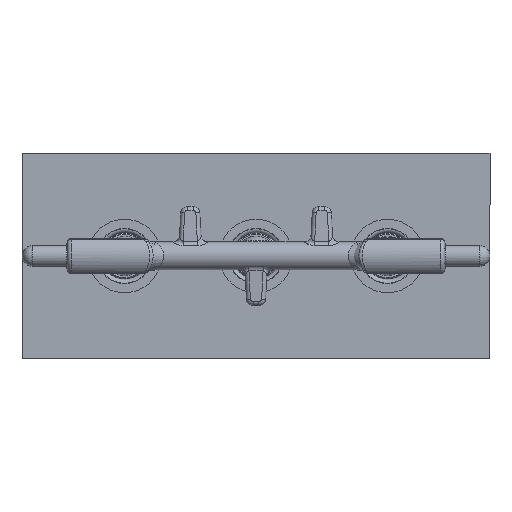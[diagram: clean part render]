
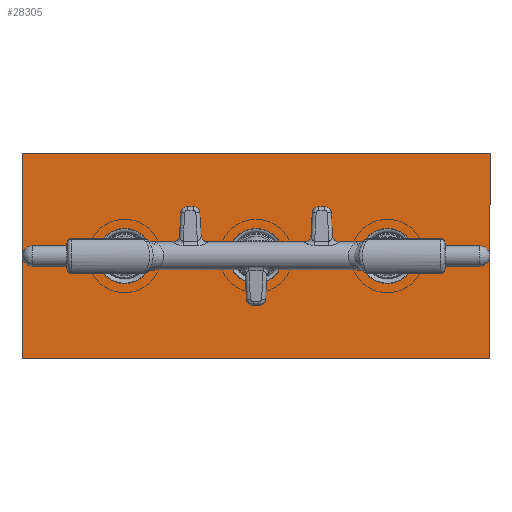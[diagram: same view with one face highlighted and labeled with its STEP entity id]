
A CAD part, left-side view. The second image highlights one B-rep face of the part: STEP entity #28305.
In plain terms, the highlighted planar face has unit normal (-1, 0, 0).
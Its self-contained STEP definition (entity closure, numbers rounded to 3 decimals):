
#2140=LINE('',#71355,#3441);
#2144=LINE('',#71363,#3445);
#2147=LINE('',#71369,#3448);
#2149=LINE('',#71387,#3450);
#3441=VECTOR('',#42043,1000.);
#3445=VECTOR('',#42049,1000.);
#3448=VECTOR('',#42054,1000.);
#3450=VECTOR('',#42076,1000.);
#13597=ORIENTED_EDGE('',*,*,#17924,.T.);
#13598=ORIENTED_EDGE('',*,*,#17925,.T.);
#13599=ORIENTED_EDGE('',*,*,#17926,.T.);
#13600=ORIENTED_EDGE('',*,*,#17908,.T.);
#13601=ORIENTED_EDGE('',*,*,#17912,.T.);
#13602=ORIENTED_EDGE('',*,*,#17915,.T.);
#13603=ORIENTED_EDGE('',*,*,#17923,.T.);
#17908=EDGE_CURVE('',#20638,#20637,#2140,.T.);
#17912=EDGE_CURVE('',#20637,#20640,#2144,.T.);
#17915=EDGE_CURVE('',#20640,#20642,#2147,.T.);
#17923=EDGE_CURVE('',#20642,#20638,#2149,.T.);
#17924=EDGE_CURVE('',#20649,#20649,#21876,.F.);
#17925=EDGE_CURVE('',#20650,#20650,#21877,.F.);
#17926=EDGE_CURVE('',#20651,#20651,#21878,.F.);
#20637=VERTEX_POINT('',#71354);
#20638=VERTEX_POINT('',#71356);
#20640=VERTEX_POINT('',#71362);
#20642=VERTEX_POINT('',#71368);
#20649=VERTEX_POINT('',#71390);
#20650=VERTEX_POINT('',#71392);
#20651=VERTEX_POINT('',#71394);
#21876=CIRCLE('',#35415,20.75);
#21877=CIRCLE('',#35416,20.75);
#21878=CIRCLE('',#35417,20.75);
#23895=EDGE_LOOP('',(#13597));
#23896=EDGE_LOOP('',(#13598));
#23897=EDGE_LOOP('',(#13599));
#23898=EDGE_LOOP('',(#13600,#13601,#13602,#13603));
#25951=FACE_BOUND('',#23895,.T.);
#25952=FACE_BOUND('',#23896,.T.);
#25953=FACE_BOUND('',#23897,.T.);
#25954=FACE_BOUND('',#23898,.T.);
#26617=PLANE('',#35414);
#28305=ADVANCED_FACE('',(#25951,#25952,#25953,#25954),#26617,.T.);
#35414=AXIS2_PLACEMENT_3D('',#71388,#42077,#42078);
#35415=AXIS2_PLACEMENT_3D('',#71389,#42079,#42080);
#35416=AXIS2_PLACEMENT_3D('',#71391,#42081,#42082);
#35417=AXIS2_PLACEMENT_3D('',#71393,#42083,#42084);
#42043=DIRECTION('',(0.,0.,-1.));
#42049=DIRECTION('',(0.,-1.,0.));
#42054=DIRECTION('',(0.,0.,1.));
#42076=DIRECTION('',(0.,1.,0.));
#42077=DIRECTION('',(-1.,0.,0.));
#42078=DIRECTION('',(0.,-1.,0.));
#42079=DIRECTION('',(-1.,0.,0.));
#42080=DIRECTION('',(0.,-1.,0.));
#42081=DIRECTION('',(-1.,0.,0.));
#42082=DIRECTION('',(0.,-1.,0.));
#42083=DIRECTION('',(-1.,0.,0.));
#42084=DIRECTION('',(0.,-1.,0.));
#71354=CARTESIAN_POINT('',(-0.5,178.,-78.));
#71355=CARTESIAN_POINT('',(-0.5,178.,78.));
#71356=CARTESIAN_POINT('',(-0.5,178.,78.));
#71362=CARTESIAN_POINT('',(-0.5,-178.,-78.));
#71363=CARTESIAN_POINT('',(-0.5,178.,-78.));
#71368=CARTESIAN_POINT('',(-0.5,-178.,78.));
#71369=CARTESIAN_POINT('',(-0.5,-178.,-78.));
#71387=CARTESIAN_POINT('',(-0.5,-178.,78.));
#71388=CARTESIAN_POINT('',(-0.5,0.,0.));
#71389=CARTESIAN_POINT('',(-0.5,-100.,0.));
#71390=CARTESIAN_POINT('',(-0.5,-120.75,0.));
#71391=CARTESIAN_POINT('',(-0.5,0.,0.));
#71392=CARTESIAN_POINT('',(-0.5,-20.75,0.));
#71393=CARTESIAN_POINT('',(-0.5,100.,0.));
#71394=CARTESIAN_POINT('',(-0.5,79.25,0.));
